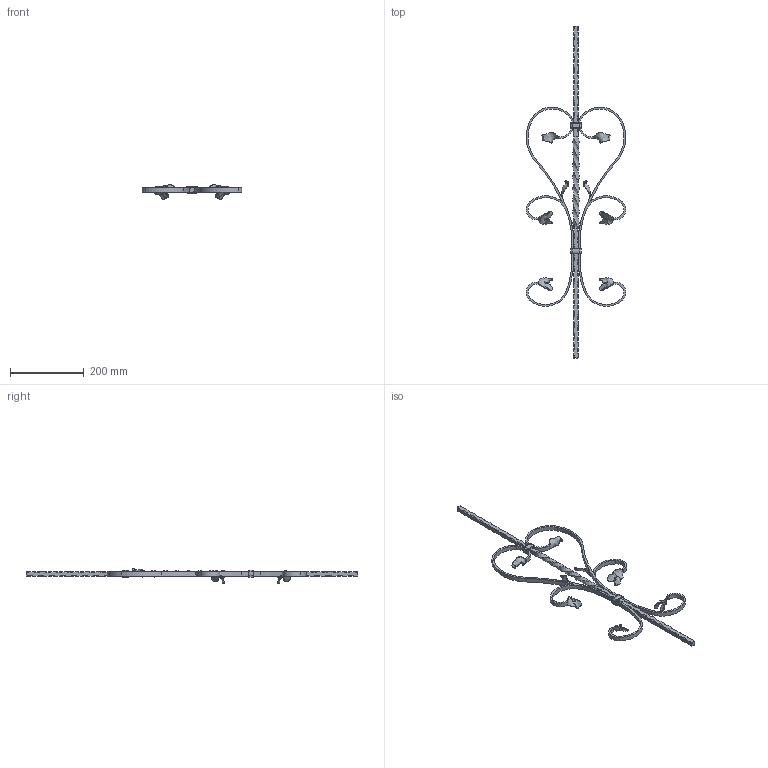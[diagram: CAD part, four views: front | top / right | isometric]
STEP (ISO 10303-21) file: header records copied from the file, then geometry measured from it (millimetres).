
FILE_DESCRIPTION (( 'STEP AP203' ), '1' );
FILE_NAME ('1996.STEP', '2023-07-06T09:51:20', ( '' ), ( '' ), 'SwSTEP 2.0', 'SolidWorks 2018', '' );
FILE_SCHEMA (( 'CONFIG_CONTROL_DESIGN' ));
Length unit declared in the file: millimetre
Products named in the file (1): 1996
Bounding box: 269.98 x 900 x 40.46 mm (x, y, z)
Volume: 275607.9 mm3; surface area: 140085.1 mm2
Topology: 4 solids, 4 shells, 839 faces, 2226 edges, 1226 vertices
Faces by surface type: plane 290, bspline 217, torus 162, cylinder 162, cone 8
Entity records: 34603 total; most frequent: CARTESIAN_POINT 16397, ORIENTED_EDGE 4084, DIRECTION 3286, EDGE_CURVE 2042, VERTEX_POINT 1226, AXIS2_PLACEMENT_3D 1197, LINE 892, VECTOR 892
